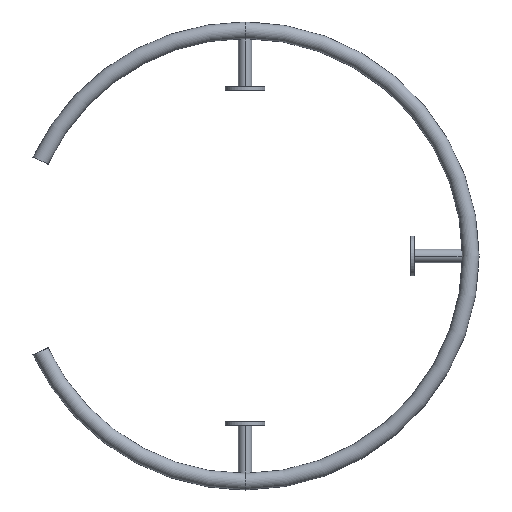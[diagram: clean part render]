
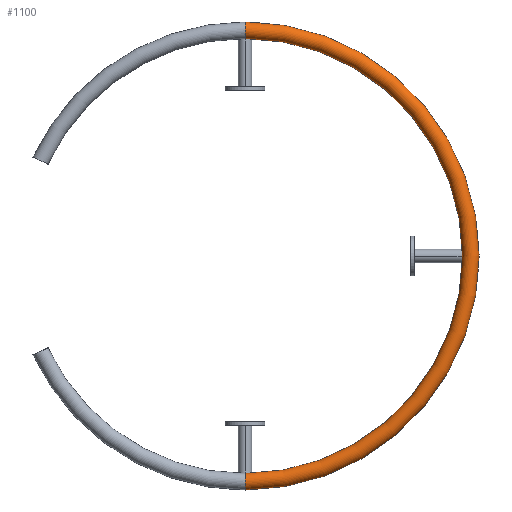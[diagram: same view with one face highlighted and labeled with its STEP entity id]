
A CAD part, front view. The second image highlights one B-rep face of the part: STEP entity #1100.
In plain terms, the highlighted toroidal (fillet/blend) face has major radius 340 mm and minor radius 12.5 mm.
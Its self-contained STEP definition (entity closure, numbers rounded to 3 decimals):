
#11 = AXIS2_PLACEMENT_3D ( 'NONE', #1697, #667, #296 ) ;
#38 = TOROIDAL_SURFACE ( 'NONE', #11, 340., 12.5 ) ;
#98 = DIRECTION ( 'NONE',  ( -1., 0., 0. ) ) ;
#100 = AXIS2_PLACEMENT_3D ( 'NONE', #450, #265, #1997 ) ;
#153 = VERTEX_POINT ( 'NONE', #1685 ) ;
#235 = DIRECTION ( 'NONE',  ( 0., -1., 0. ) ) ;
#253 = ORIENTED_EDGE ( 'NONE', *, *, #519, .T. ) ;
#265 = DIRECTION ( 'NONE',  ( 1., 0., 0. ) ) ;
#296 = DIRECTION ( 'NONE',  ( 0., 0., -1. ) ) ;
#437 = CARTESIAN_POINT ( 'NONE',  ( 0., 0., 0. ) ) ;
#450 = CARTESIAN_POINT ( 'NONE',  ( 0., 0., 340. ) ) ;
#456 = EDGE_CURVE ( 'NONE', #522, #856, #1641, .T. ) ;
#466 = ORIENTED_EDGE ( 'NONE', *, *, #456, .F. ) ;
#519 = EDGE_CURVE ( 'NONE', #153, #849, #701, .T. ) ;
#522 = VERTEX_POINT ( 'NONE', #1798 ) ;
#530 = EDGE_CURVE ( 'NONE', #856, #849, #1668, .T. ) ;
#608 = DIRECTION ( 'NONE',  ( 0., -1., 0. ) ) ;
#667 = DIRECTION ( 'NONE',  ( 0., -1., 0. ) ) ;
#701 = CIRCLE ( 'NONE', #100, 12.5 ) ;
#849 = VERTEX_POINT ( 'NONE', #946 ) ;
#856 = VERTEX_POINT ( 'NONE', #1407 ) ;
#946 = CARTESIAN_POINT ( 'NONE',  ( 0., 0., 327.5 ) ) ;
#1067 = AXIS2_PLACEMENT_3D ( 'NONE', #1472, #608, #1986 ) ;
#1100 = ADVANCED_FACE ( 'NONE', ( #2074 ), #38, .T. ) ;
#1228 = AXIS2_PLACEMENT_3D ( 'NONE', #2153, #98, #1808 ) ;
#1372 = EDGE_CURVE ( 'NONE', #522, #153, #1797, .T. ) ;
#1384 = ORIENTED_EDGE ( 'NONE', *, *, #1372, .T. ) ;
#1407 = CARTESIAN_POINT ( 'NONE',  ( 0., 0., -327.5 ) ) ;
#1472 = CARTESIAN_POINT ( 'NONE',  ( 0., 0., 0. ) ) ;
#1641 = CIRCLE ( 'NONE', #1228, 12.5 ) ;
#1668 = CIRCLE ( 'NONE', #1067, 327.5 ) ;
#1685 = CARTESIAN_POINT ( 'NONE',  ( 0., 0., 352.5 ) ) ;
#1697 = CARTESIAN_POINT ( 'NONE',  ( 0., 0., 0. ) ) ;
#1709 = EDGE_LOOP ( 'NONE', ( #466, #1384, #253, #1740 ) ) ;
#1740 = ORIENTED_EDGE ( 'NONE', *, *, #530, .F. ) ;
#1797 = CIRCLE ( 'NONE', #2204, 352.5 ) ;
#1798 = CARTESIAN_POINT ( 'NONE',  ( 0., 0., -352.5 ) ) ;
#1808 = DIRECTION ( 'NONE',  ( 0., 0., 1. ) ) ;
#1977 = DIRECTION ( 'NONE',  ( 0., 0., -1. ) ) ;
#1986 = DIRECTION ( 'NONE',  ( 0., 0., -1. ) ) ;
#1997 = DIRECTION ( 'NONE',  ( 0., 0., -1. ) ) ;
#2074 = FACE_OUTER_BOUND ( 'NONE', #1709, .T. ) ;
#2153 = CARTESIAN_POINT ( 'NONE',  ( 0., 0., -340. ) ) ;
#2204 = AXIS2_PLACEMENT_3D ( 'NONE', #437, #235, #1977 ) ;
